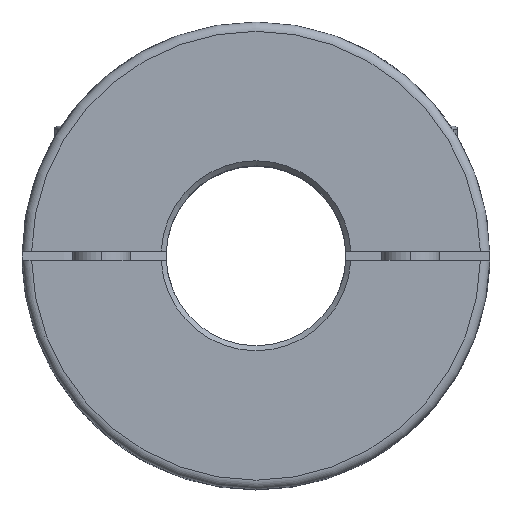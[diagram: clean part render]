
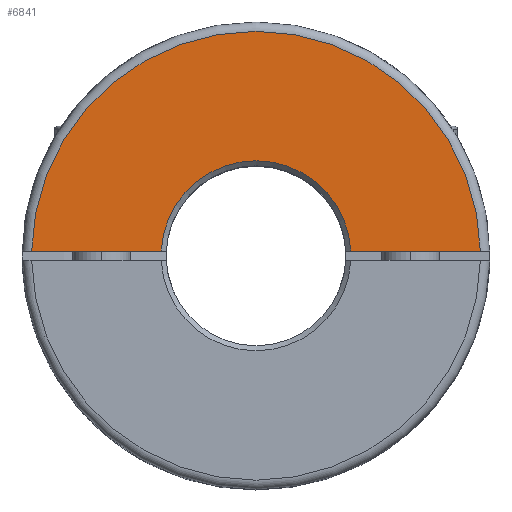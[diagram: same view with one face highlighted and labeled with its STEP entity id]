
A CAD part, top view. The second image highlights one B-rep face of the part: STEP entity #6841.
In plain terms, the highlighted planar face has unit normal (0, 0, 1).
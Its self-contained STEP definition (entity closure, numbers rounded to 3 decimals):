
#203 = DIRECTION ( 'NONE',  ( 0., 0., 1. ) ) ;
#257 = CARTESIAN_POINT ( 'NONE',  ( 31.193, 0.65, 26.25 ) ) ;
#625 = DIRECTION ( 'NONE',  ( -1., 0., 0. ) ) ;
#1218 = CARTESIAN_POINT ( 'NONE',  ( 0., 0.65, 26.25 ) ) ;
#1590 = ORIENTED_EDGE ( 'NONE', *, *, #5144, .F. ) ;
#1781 = PLANE ( 'NONE',  #2017 ) ;
#1892 = CIRCLE ( 'NONE', #7060, 31.2 ) ;
#1954 = VERTEX_POINT ( 'NONE', #5569 ) ;
#2017 = AXIS2_PLACEMENT_3D ( 'NONE', #4346, #2976, #2358 ) ;
#2047 = CARTESIAN_POINT ( 'NONE',  ( 13.184, 0.65, 26.25 ) ) ;
#2082 = VERTEX_POINT ( 'NONE', #4408 ) ;
#2222 = VERTEX_POINT ( 'NONE', #2047 ) ;
#2358 = DIRECTION ( 'NONE',  ( 1., 0., 0. ) ) ;
#2488 = LINE ( 'NONE', #5032, #6799 ) ;
#2616 = CARTESIAN_POINT ( 'NONE',  ( 0., 0., 26.25 ) ) ;
#2859 = ORIENTED_EDGE ( 'NONE', *, *, #7360, .T. ) ;
#2976 = DIRECTION ( 'NONE',  ( 0., 0., 1. ) ) ;
#3480 = ORIENTED_EDGE ( 'NONE', *, *, #3545, .T. ) ;
#3530 = EDGE_CURVE ( 'NONE', #4995, #2222, #2488, .T. ) ;
#3545 = EDGE_CURVE ( 'NONE', #4995, #2082, #1892, .T. ) ;
#3720 = CIRCLE ( 'NONE', #6269, 13.2 ) ;
#3974 = DIRECTION ( 'NONE',  ( 1., 0., 0. ) ) ;
#4127 = DIRECTION ( 'NONE',  ( 0., 0., -1. ) ) ;
#4267 = FACE_OUTER_BOUND ( 'NONE', #4978, .T. ) ;
#4346 = CARTESIAN_POINT ( 'NONE',  ( 0., 0., 26.25 ) ) ;
#4408 = CARTESIAN_POINT ( 'NONE',  ( -31.193, 0.65, 26.25 ) ) ;
#4978 = EDGE_LOOP ( 'NONE', ( #5927, #3480, #1590, #2859 ) ) ;
#4995 = VERTEX_POINT ( 'NONE', #257 ) ;
#5032 = CARTESIAN_POINT ( 'NONE',  ( 0., 0.65, 26.25 ) ) ;
#5144 = EDGE_CURVE ( 'NONE', #1954, #2082, #7502, .T. ) ;
#5569 = CARTESIAN_POINT ( 'NONE',  ( -13.184, 0.65, 26.25 ) ) ;
#5615 = DIRECTION ( 'NONE',  ( -1., 0., 0. ) ) ;
#5927 = ORIENTED_EDGE ( 'NONE', *, *, #3530, .F. ) ;
#6269 = AXIS2_PLACEMENT_3D ( 'NONE', #7973, #4127, #7930 ) ;
#6799 = VECTOR ( 'NONE', #625, 1000. ) ;
#6841 = ADVANCED_FACE ( 'NONE', ( #4267 ), #1781, .T. ) ;
#7034 = VECTOR ( 'NONE', #5615, 1000. ) ;
#7060 = AXIS2_PLACEMENT_3D ( 'NONE', #2616, #203, #3974 ) ;
#7360 = EDGE_CURVE ( 'NONE', #1954, #2222, #3720, .T. ) ;
#7502 = LINE ( 'NONE', #1218, #7034 ) ;
#7930 = DIRECTION ( 'NONE',  ( 1., 0., 0. ) ) ;
#7973 = CARTESIAN_POINT ( 'NONE',  ( 0., 0., 26.25 ) ) ;
